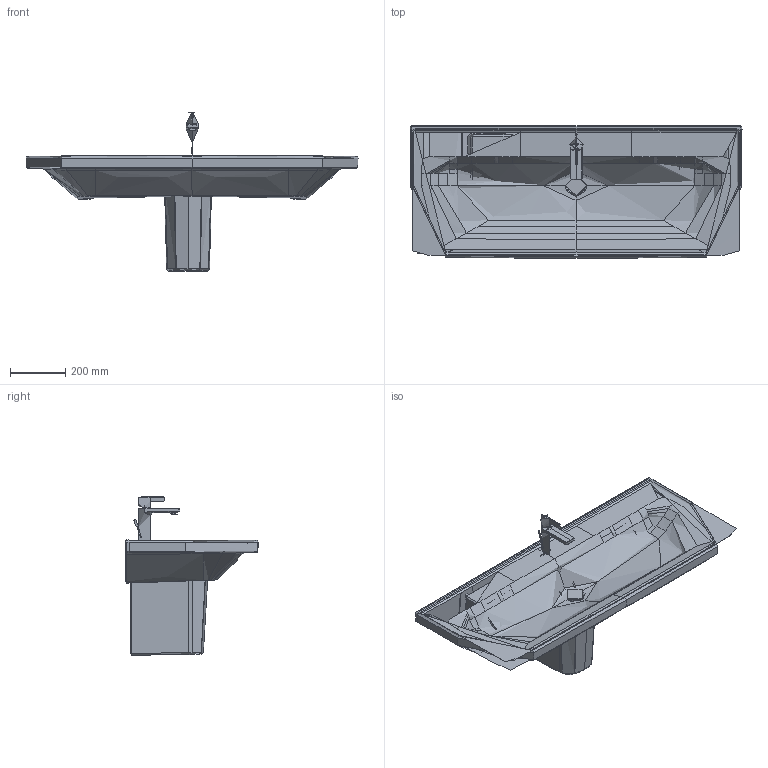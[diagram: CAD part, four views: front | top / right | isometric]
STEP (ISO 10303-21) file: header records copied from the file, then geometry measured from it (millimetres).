
FILE_DESCRIPTION(/* description */ (''),/* implementation_level */ '2;1');
FILE_NAME(/* name */ '236712_085843',/* time_stamp */ '2024-01-30T14:07:09+01:00',/* author */ (''),/* organization */ (''),/* preprocessor_version */ 'ST-DEVELOPER v15',/* originating_system */ '',/* authorisation */ '');
FILE_SCHEMA (('AUTOMOTIVE_DESIGN'));
Length unit declared in the file: millimetre
Products named in the file (1): Document
Bounding box: 1204.1 x 480.23 x 574.69 mm (x, y, z)
Volume: 26425215.4 mm3; surface area: 2258153.4 mm2
Topology: 5 solids, 10 shells, 795 faces, 1951 edges, 1177 vertices
Faces by surface type: bspline 588, plane 207
Entity records: 126551 total; most frequent: CARTESIAN_POINT 114454, ORIENTED_EDGE 3860, EDGE_CURVE 1937, B_SPLINE_CURVE_WITH_KNOTS 1595, VERTEX_POINT 1177, EDGE_LOOP 832, ADVANCED_FACE 795, FACE_OUTER_BOUND 795
